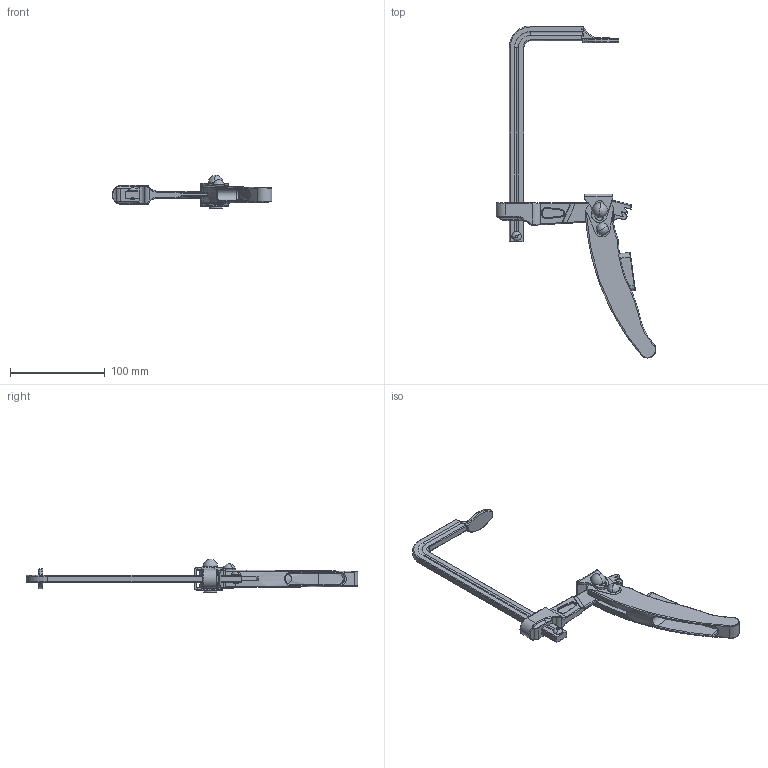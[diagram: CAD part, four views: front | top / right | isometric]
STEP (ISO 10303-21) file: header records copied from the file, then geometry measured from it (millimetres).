
FILE_DESCRIPTION (( 'STEP AP214' ), '1' );
FILE_NAME ('GH-G16L.STEP', '2025-12-17T03:33:00', ( '' ), ( '' ), 'SwSTEP 2.0', 'SolidWorks 2016', '' );
FILE_SCHEMA (( 'AUTOMOTIVE_DESIGN' ));
Length unit declared in the file: millimetre
Products named in the file (9): G16L01; GH-G16L; 錨璃14; G16L05; 錨璃7; 錨璃8; 錨璃13; 錨璃10; G16L08
Assembly tree (8 placements, depth 2):
  GH-G16L
    G16L08
    G16L05
    G16L01
    錨璃7
    錨璃10
    錨璃13
    錨璃8
    錨璃14
Bounding box: 169.16 x 351.02 x 35.92 mm (x, y, z)
Volume: 88140 mm3; surface area: 55442.2 mm2
Topology: 7 solids, 8 shells, 515 faces, 1255 edges, 740 vertices
Faces by surface type: cylinder 215, torus 105, plane 93, bspline 59, sphere 34, cone 9
Entity records: 18366 total; most frequent: CARTESIAN_POINT 6422, DIRECTION 2476, ORIENTED_EDGE 2464, EDGE_CURVE 1232, AXIS2_PLACEMENT_3D 1031, VERTEX_POINT 736, CIRCLE 564, EDGE_LOOP 540
